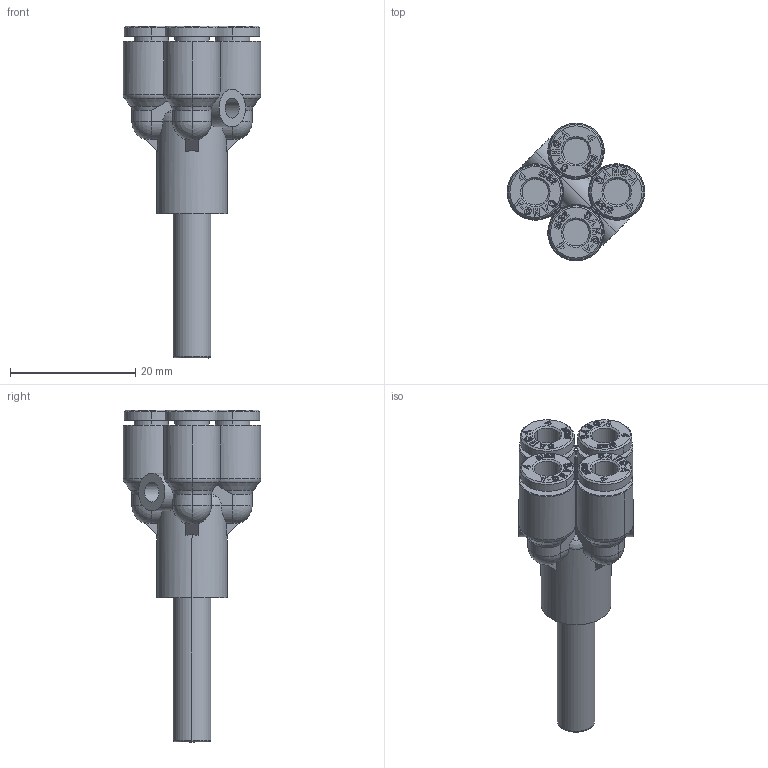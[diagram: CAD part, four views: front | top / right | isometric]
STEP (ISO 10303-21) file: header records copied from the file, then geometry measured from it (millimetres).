
FILE_DESCRIPTION((''),'2;1');
FILE_NAME('GPXJ 0604(3D).stp','2012-12-27T19:41:31',(''),(''),'Mechanical Desktop.R8.0.24.0','Mechanical Desktop.R8.0.24.0',', , ');
FILE_SCHEMA(('CONFIG_CONTROL_DESIGN'));
Length unit declared in the file: millimetre
Products named in the file (2): GPXJ 0604(3D); ºÎÇ°1
Assembly tree (1 placements, depth 2):
  GPXJ 0604(3D)
    ºÎÇ°1
Bounding box: 22 x 22 x 53 mm (x, y, z)
Volume: 4740.8 mm3; surface area: 4491.4 mm2
Topology: 1 solids, 1 shells, 1641 faces, 4663 edges, 3086 vertices
Faces by surface type: plane 1361, bspline 112, cylinder 94, cone 46, torus 16, sphere 12
Entity records: 54816 total; most frequent: CARTESIAN_POINT 12148, ORIENTED_EDGE 9310, DIRECTION 8161, EDGE_CURVE 4655, VECTOR 4047, LINE 4047, VERTEX_POINT 3086, AXIS2_PLACEMENT_3D 2057
